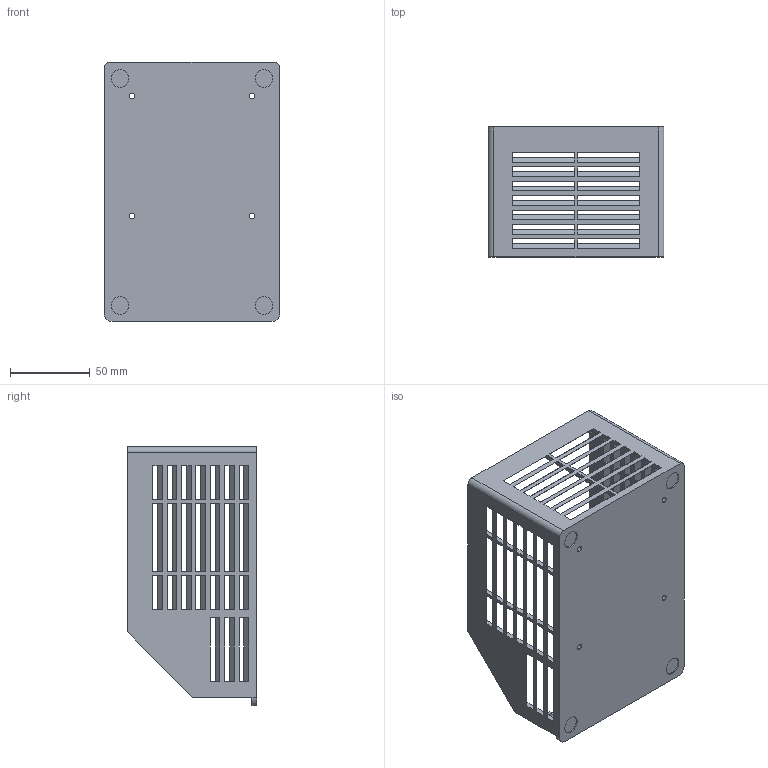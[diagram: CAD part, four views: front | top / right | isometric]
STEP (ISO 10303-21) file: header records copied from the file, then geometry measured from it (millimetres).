
FILE_DESCRIPTION (( 'STEP AP203' ), '1' );
FILE_NAME ('狟褲.STEP', '2025-04-23T12:58:18', ( '' ), ( '' ), 'SwSTEP 2.0', 'SolidWorks 2019', '' );
FILE_SCHEMA (( 'CONFIG_CONTROL_DESIGN' ));
Length unit declared in the file: millimetre
Products named in the file (1): 狟褲
Bounding box: 110 x 81 x 161.95 mm (x, y, z)
Volume: 111425 mm3; surface area: 96138.5 mm2
Topology: 1 solids, 1 shells, 376 faces, 1078 edges, 718 vertices
Faces by surface type: plane 334, cylinder 42
Entity records: 12475 total; most frequent: CARTESIAN_POINT 2173, ORIENTED_EDGE 2156, DIRECTION 1916, EDGE_CURVE 1078, VECTOR 994, LINE 994, VERTEX_POINT 718, EDGE_LOOP 534
